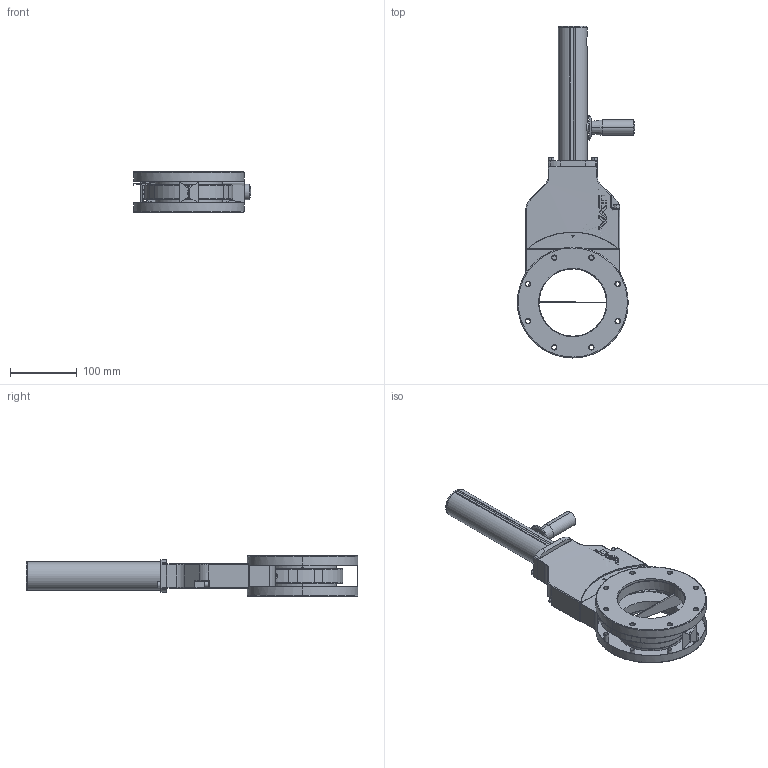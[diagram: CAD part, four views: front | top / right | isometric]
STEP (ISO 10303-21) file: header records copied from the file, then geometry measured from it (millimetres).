
FILE_DESCRIPTION (( 'STEP AP214' ), '1' );
FILE_NAME ('PFE21001.step', '2017-07-10T11:12:01', ( 'install' ), ( '' ), 'SwSTEP 2.0', 'SolidWorks 2015', '' );
FILE_SCHEMA (( 'AUTOMOTIVE_DESIGN' ));
Length unit declared in the file: millimetre
Products named in the file (1): PFE21001
Bounding box: 175.15 x 495.8 x 60 mm (x, y, z)
Surface area: 184183.6 mm2 (no closed solid volume)
Topology: 0 solids, 28 shells, 434 faces, 1291 edges, 893 vertices
Faces by surface type: plane 172, cylinder 160, cone 61, bspline 41
Entity records: 24890 total; most frequent: CARTESIAN_POINT 13230, ORIENTED_EDGE 2270, DIRECTION 1965, EDGE_CURVE 1288, VERTEX_POINT 893, AXIS2_PLACEMENT_3D 718, LINE 529, VECTOR 529
